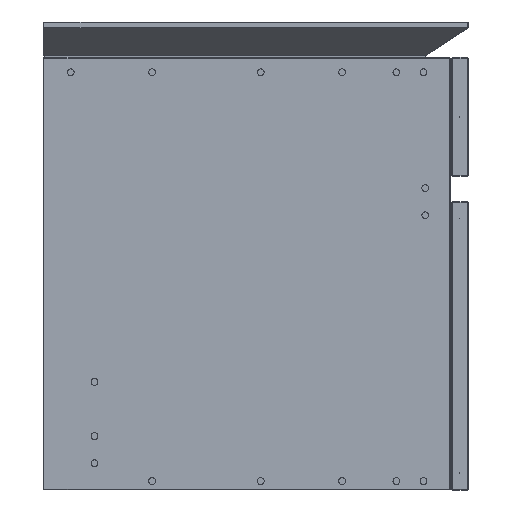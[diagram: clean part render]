
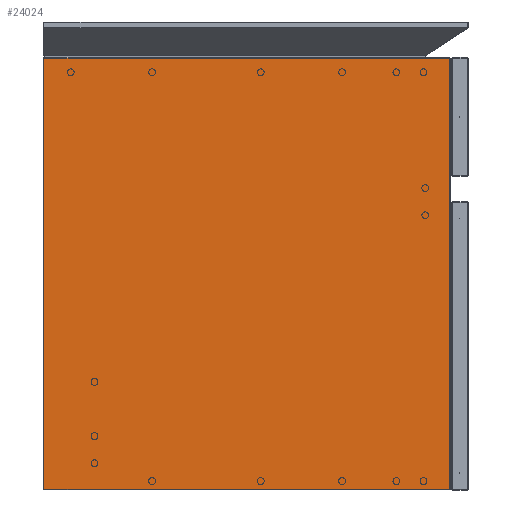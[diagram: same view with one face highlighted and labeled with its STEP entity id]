
A CAD part, left-side view. The second image highlights one B-rep face of the part: STEP entity #24024.
In plain terms, the highlighted planar face has unit normal (-1, 0, 0).
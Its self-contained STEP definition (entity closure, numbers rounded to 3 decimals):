
#23895=CARTESIAN_POINT('',(7401.696,17388.987,-509.2));
#23896=VERTEX_POINT('',#23895);
#23921=CARTESIAN_POINT('',(7401.696,16910.787,-509.2));
#23922=VERTEX_POINT('',#23921);
#23929=CARTESIAN_POINT('',(7401.696,16910.787,-509.2));
#23930=DIRECTION('',(0.0,1.0,0.0));
#23931=VECTOR('',#23930,478.2);
#23932=LINE('',#23929,#23931);
#23933=EDGE_CURVE('',#23922,#23896,#23932,.T.);
#23944=CARTESIAN_POINT('',(7401.696,17388.987,-0.8));
#23945=VERTEX_POINT('',#23944);
#23946=CARTESIAN_POINT('',(7401.696,17388.987,-509.2));
#23947=DIRECTION('',(0.0,0.0,1.0));
#23948=VECTOR('',#23947,508.4);
#23949=LINE('',#23946,#23948);
#23950=EDGE_CURVE('',#23896,#23945,#23949,.T.);
#24001=CARTESIAN_POINT('',(7401.696,17149.887,-0.799));
#24002=DIRECTION('',(-1.0,0.0,0.0));
#24003=DIRECTION('',(0.0,0.0,1.0));
#24004=AXIS2_PLACEMENT_3D('',#24001,#24002,#24003);
#24005=PLANE('',#24004);
#24006=ORIENTED_EDGE('',*,*,#23933,.F.);
#24007=CARTESIAN_POINT('',(7401.696,16910.787,-0.8));
#24008=VERTEX_POINT('',#24007);
#24009=CARTESIAN_POINT('',(7401.696,16910.787,-0.8));
#24010=DIRECTION('',(0.0,0.0,-1.0));
#24011=VECTOR('',#24010,508.4);
#24012=LINE('',#24009,#24011);
#24013=EDGE_CURVE('',#24008,#23922,#24012,.T.);
#24014=ORIENTED_EDGE('',*,*,#24013,.F.);
#24015=CARTESIAN_POINT('',(7401.696,17388.987,-0.8));
#24016=DIRECTION('',(0.0,-1.0,0.0));
#24017=VECTOR('',#24016,478.2);
#24018=LINE('',#24015,#24017);
#24019=EDGE_CURVE('',#23945,#24008,#24018,.T.);
#24020=ORIENTED_EDGE('',*,*,#24019,.F.);
#24021=ORIENTED_EDGE('',*,*,#23950,.F.);
#24022=EDGE_LOOP('',(#24006,#24014,#24020,#24021));
#24023=FACE_OUTER_BOUND('',#24022,.T.);
#24024=ADVANCED_FACE('',(#24023),#24005,.T.);
